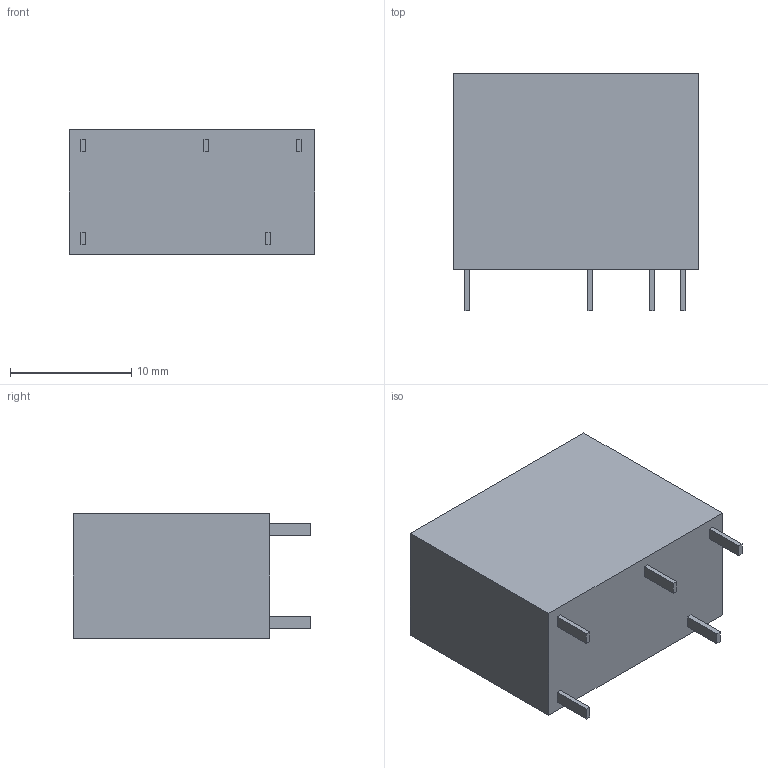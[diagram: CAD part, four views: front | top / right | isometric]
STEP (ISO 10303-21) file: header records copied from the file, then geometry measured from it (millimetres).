
FILE_DESCRIPTION(('STEP AP242'),'1');
FILE_NAME('g5q-14-eu_12dc.stp','2020-11-12T11:55:43',('TraceParts'),('TraceParts S.A.'),'Spatial InterOp 3D',' ',' ');
FILE_SCHEMA(('AP242_MANAGED_MODEL_BASED_3D_ENGINEERING_MIM_LF {1 0 10303 442 1 1 4}'));
Length unit declared in the file: millimetre
Products named in the file (1): g5q-14-eu_12dc
Bounding box: 20.3 x 19.6 x 10.3 mm (x, y, z)
Volume: 3394.1 mm3; surface area: 1457.2 mm2
Topology: 1 solids, 1 shells, 31 faces, 72 edges, 48 vertices
Faces by surface type: plane 31
Entity records: 1730 total; most frequent: CARTESIAN_POINT 152, STYLED_ITEM 151, PRESENTATION_STYLE_ASSIGNMENT 151, COLOUR_RGB 151, ORIENTED_EDGE 144, DIRECTION 136, EDGE_CURVE 72, CURVE_STYLE 72
